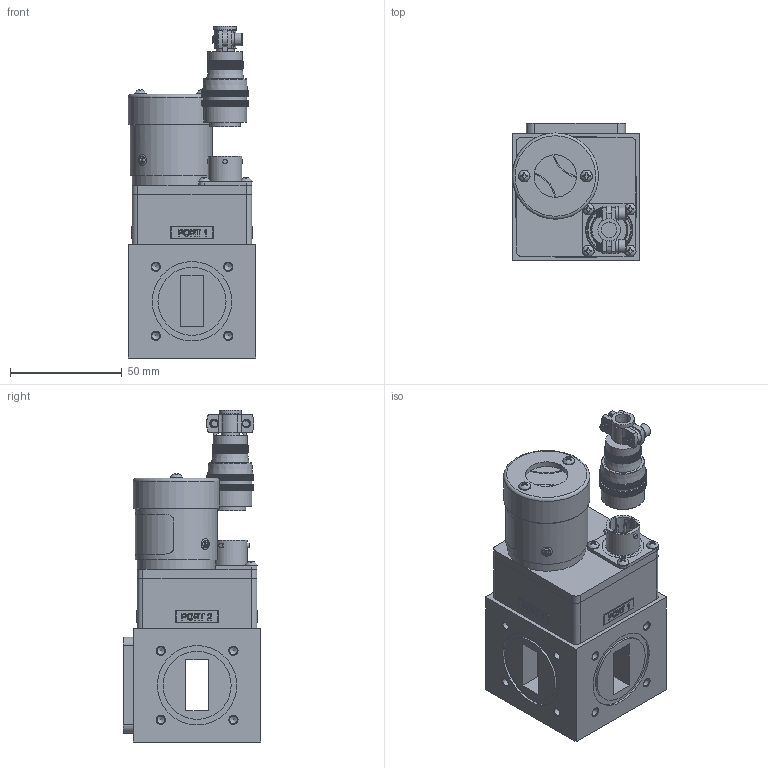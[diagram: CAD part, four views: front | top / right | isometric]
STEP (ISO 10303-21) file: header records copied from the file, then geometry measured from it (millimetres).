
FILE_DESCRIPTION (( 'STEP AP203' ), '1' );
FILE_NAME ('PEWGS6016_3D.step', '2021-05-17T16:44:22', ( '' ), ( '' ), 'SwSTEP 2.0', 'SolidWorks 2020', '' );
FILE_SCHEMA (( 'CONFIG_CONTROL_DESIGN' ));
Products named in the file (1): PEWGS6016_3D
Bounding box: 57.15 x 61.72 x 148.7 mm (x, y, z)
Volume: 261713.7 mm3; surface area: 49524.1 mm2
Topology: 2 solids, 11 shells, 7741 faces, 17468 edges, 9877 vertices
Faces by surface type: bspline 5512, cylinder 1458, plane 609, cone 131, torus 23, sphere 8
Full cylindrical faces by diameter (mm): 1.016 x6, 2.032 x6, 2.261 x6, 2.527 x8, 3.048 x2, 3.454 x20, 3.658 x3, 3.759 x2, 3.797 x4, 4.166 x20, 5.283 x6, 5.74 x2, 6.248 x2, 6.987 x1, 8.003 x1, 10.035 x1, 12.192 x1, 12.954 x1, 13.716 x1, 14.986 x1, 15.392 x1, 18.796 x1, 19.05 x1, 19.304 x2, 30.48 x4, 35.052 x1, 35.56 x4, 36.703 x1, 38.608 x1
Entity records: 275475 total; most frequent: CARTESIAN_POINT 165089, ORIENTED_EDGE 34356, EDGE_CURVE 17178, VERTEX_POINT 9786, DIRECTION 8128, EDGE_LOOP 8064, FACE_OUTER_BOUND 7866, ADVANCED_FACE 7730
